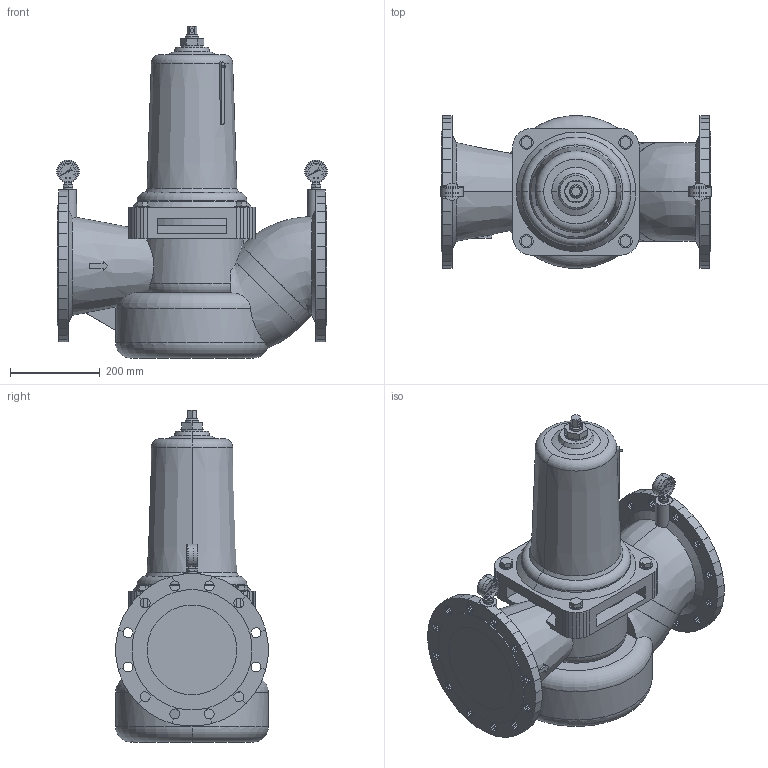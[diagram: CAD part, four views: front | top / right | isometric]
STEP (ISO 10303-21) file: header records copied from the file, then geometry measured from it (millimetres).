
FILE_DESCRIPTION(('no description'),'unknown implementation level');
FILE_NAME('HoneywellHome_D15S-200A_3D.stp',' ',('pit-cup GmbH'),('CADClick - KiM GmbH - www.kimweb.de'),'unknown preprocess','ACIS','unknown authorization');
FILE_SCHEMA(('automotive_design'));
Length unit declared in the file: millimetre
Products named in the file (6): 1; 2; 3; 4; 5; 6
Bounding box: 602 x 339.95 x 739 mm (x, y, z)
Volume: 45735959.6 mm3; surface area: 1682423.7 mm2
Topology: 6 solids, 9 shells, 1718 faces, 4861 edges, 3216 vertices
Faces by surface type: plane 1578, cylinder 90, cone 26, torus 20, bspline 4
Entity records: 114603 total; most frequent: CARTESIAN_POINT 15411, STYLED_ITEM 9800, PRESENTATION_STYLE_ASSIGNMENT 9800, COLOUR_RGB 9800, ORIENTED_EDGE 9728, DIRECTION 8589, EDGE_CURVE 4860, CURVE_STYLE 4860
